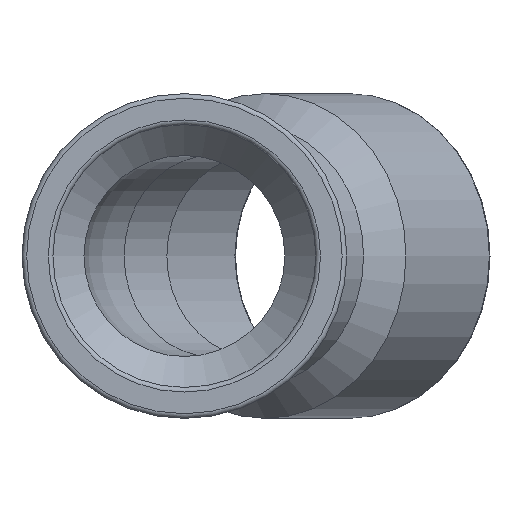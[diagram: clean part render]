
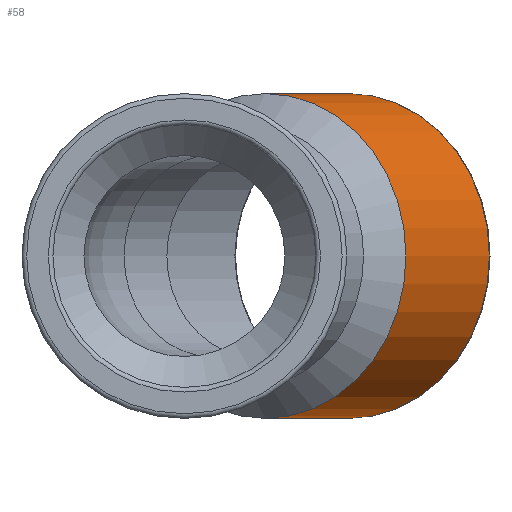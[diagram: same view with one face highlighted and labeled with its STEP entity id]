
A CAD part, front view. The second image highlights one B-rep face of the part: STEP entity #58.
In plain terms, the highlighted cylindrical face has radius 86.5 mm (diameter 173 mm), a full revolution.
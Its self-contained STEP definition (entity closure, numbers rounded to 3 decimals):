
#58=ADVANCED_FACE('',(#133,#134),#135,.T.);
#133=FACE_OUTER_BOUND('',#236,.T.);
#134=FACE_OUTER_BOUND('',#237,.T.);
#135=CYLINDRICAL_SURFACE('',#238,86.5);
#236=EDGE_LOOP('',(#343));
#237=EDGE_LOOP('',(#344));
#238=AXIS2_PLACEMENT_3D('',#345,#346,#347);
#343=ORIENTED_EDGE('',*,*,#471,.F.);
#344=ORIENTED_EDGE('',*,*,#472,.T.);
#345=CARTESIAN_POINT('',(14.203,202.093,0.));
#346=DIRECTION('',(0.5,0.866,0.));
#347=DIRECTION('',(0.866,-0.5,0.));
#471=EDGE_CURVE('',#528,#528,#529,.T.);
#472=EDGE_CURVE('',#530,#530,#531,.T.);
#528=VERTEX_POINT('',#600);
#529=CIRCLE('',#601,86.5);
#530=VERTEX_POINT('',#602);
#531=CIRCLE('',#603,86.5);
#600=CARTESIAN_POINT('',(117.986,208.85,0.));
#601=AXIS2_PLACEMENT_3D('',#675,#676,#677);
#602=CARTESIAN_POINT('',(162.424,285.818,0.));
#603=AXIS2_PLACEMENT_3D('',#678,#679,#680);
#675=CARTESIAN_POINT('',(43.075,252.1,0.));
#676=DIRECTION('',(-0.5,-0.866,0.));
#677=DIRECTION('',(0.866,-0.5,0.));
#678=CARTESIAN_POINT('',(87.512,329.068,0.));
#679=DIRECTION('',(-0.5,-0.866,0.));
#680=DIRECTION('',(0.866,-0.5,0.));
